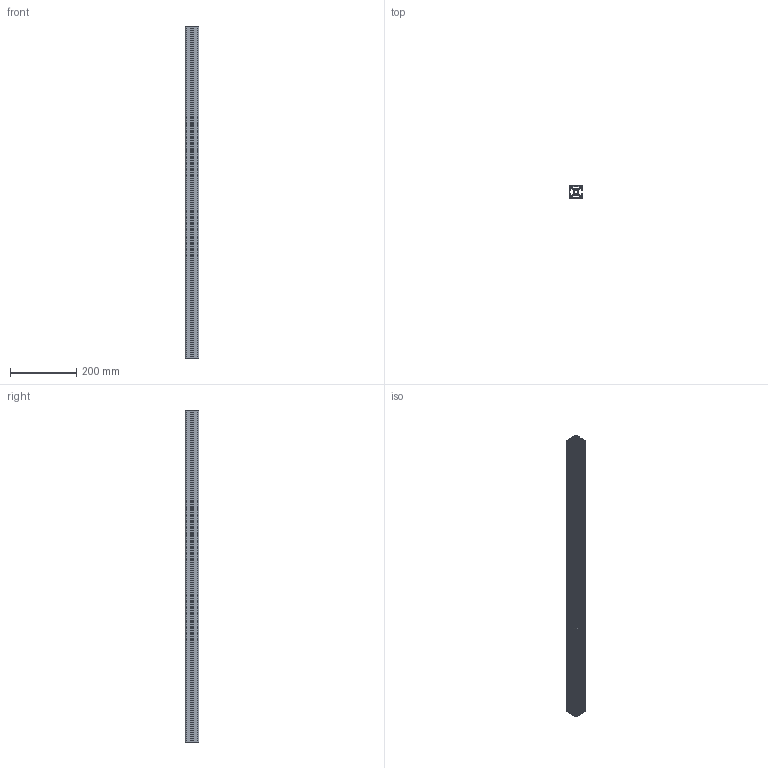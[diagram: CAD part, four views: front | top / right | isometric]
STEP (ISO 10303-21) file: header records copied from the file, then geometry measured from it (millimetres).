
FILE_DESCRIPTION (( 'STEP AP214' ), '1' );
FILE_NAME ('444L3CX Êîíñòðóêöèîííûé ïðîôèëü 40õ40L3C.STEP', '2019-10-31T14:11:13', ( 'Windows User' ), ( '' ), 'SwSTEP 2.0', 'SolidWorks 2019', '' );
FILE_SCHEMA (( 'AUTOMOTIVE_DESIGN' ));
Length unit declared in the file: millimetre
Products named in the file (1): 444L3CX Êîíñòðóêöèîííûé ïðîôèëü 40õ40L3C
Bounding box: 40 x 40 x 1000 mm (x, y, z)
Volume: 481989.3 mm3; surface area: 654320.2 mm2
Topology: 1 solids, 1 shells, 431 faces, 1287 edges, 858 vertices
Faces by surface type: plane 231, cylinder 200
Entity records: 14647 total; most frequent: CARTESIAN_POINT 2577, ORIENTED_EDGE 2574, DIRECTION 2551, EDGE_CURVE 1287, LINE 887, VECTOR 887, VERTEX_POINT 858, AXIS2_PLACEMENT_3D 832
